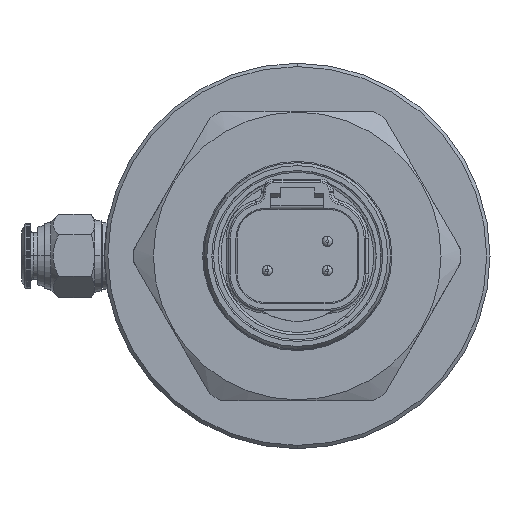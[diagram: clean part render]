
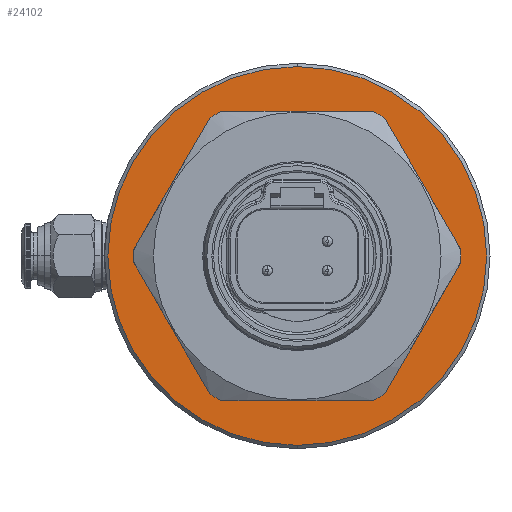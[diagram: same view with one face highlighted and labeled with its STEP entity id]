
A CAD part, left-side view. The second image highlights one B-rep face of the part: STEP entity #24102.
In plain terms, the highlighted planar face has unit normal (-1, 0, 0).
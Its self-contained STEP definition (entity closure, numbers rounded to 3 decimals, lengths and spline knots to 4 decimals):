
#379=CARTESIAN_POINT('',(-2.583,0.,0.));
#380=DIRECTION('',(-1.,0.,0.));
#381=DIRECTION('',(0.,0.,-1.));
#382=AXIS2_PLACEMENT_3D('',#379,#380,#381);
#384=CARTESIAN_POINT('',(-2.583,0.,0.));
#385=DIRECTION('',(-1.,0.,0.));
#386=DIRECTION('',(0.,0.,1.));
#387=AXIS2_PLACEMENT_3D('',#384,#385,#386);
#407=DIRECTION('',(0.,-0.5,0.866));
#408=VECTOR('',#407,0.9046);
#409=CARTESIAN_POINT('',(-2.583,0.9761,0.0413));
#410=LINE('2480',#409,#408);
#455=CARTESIAN_POINT('',(-2.583,0.,0.));
#456=DIRECTION('',(1.,0.,0.));
#457=DIRECTION('',(0.,0.536,0.844));
#458=AXIS2_PLACEMENT_3D('',#455,#456,#457);
#460=DIRECTION('',(0.,-1.,0.));
#461=VECTOR('',#460,0.9046);
#462=CARTESIAN_POINT('',(-2.583,0.4523,0.866));
#463=LINE('2481',#462,#461);
#497=CARTESIAN_POINT('',(-2.583,0.,0.));
#498=DIRECTION('',(1.,0.,0.));
#499=DIRECTION('',(0.,-0.463,0.886));
#500=AXIS2_PLACEMENT_3D('',#497,#498,#499);
#502=DIRECTION('',(0.,-0.5,-0.866));
#503=VECTOR('',#502,0.9046);
#504=CARTESIAN_POINT('',(-2.583,-0.5239,0.8247));
#505=LINE('2482',#504,#503);
#551=CARTESIAN_POINT('',(-2.583,0.,0.));
#552=DIRECTION('',(1.,0.,0.));
#553=DIRECTION('',(0.,-0.999,0.042));
#554=AXIS2_PLACEMENT_3D('',#551,#552,#553);
#556=DIRECTION('',(0.,0.5,-0.866));
#557=VECTOR('',#556,0.9046);
#558=CARTESIAN_POINT('',(-2.583,-0.9761,-0.0413));
#559=LINE('2483',#558,#557);
#604=CARTESIAN_POINT('',(-2.583,0.,0.));
#605=DIRECTION('',(1.,0.,0.));
#606=DIRECTION('',(0.,-0.536,-0.844));
#607=AXIS2_PLACEMENT_3D('',#604,#605,#606);
#609=DIRECTION('',(0.,1.,0.));
#610=VECTOR('',#609,0.9046);
#611=CARTESIAN_POINT('',(-2.583,-0.4523,-0.866));
#612=LINE('2484',#611,#610);
#646=CARTESIAN_POINT('',(-2.583,0.,0.));
#647=DIRECTION('',(1.,0.,0.));
#648=DIRECTION('',(0.,0.463,-0.886));
#649=AXIS2_PLACEMENT_3D('',#646,#647,#648);
#651=DIRECTION('',(0.,0.5,0.866));
#652=VECTOR('',#651,0.9046);
#653=CARTESIAN_POINT('',(-2.583,0.5239,-0.8247));
#654=LINE('2485',#653,#652);
#700=CARTESIAN_POINT('',(-2.583,0.,0.));
#701=DIRECTION('',(1.,0.,0.));
#702=DIRECTION('',(0.,0.999,-0.042));
#703=AXIS2_PLACEMENT_3D('',#700,#701,#702);
#23082=CARTESIAN_POINT('',(-2.583,0.,-1.1325));
#23083=CARTESIAN_POINT('',(-2.583,0.,1.1325));
#23084=VERTEX_POINT('',#23082);
#23085=VERTEX_POINT('',#23083);
#23148=CARTESIAN_POINT('',(-2.583,0.9761,0.0413));
#23149=CARTESIAN_POINT('',(-2.583,0.5238,0.8247));
#23150=VERTEX_POINT('',#23148);
#23151=VERTEX_POINT('',#23149);
#23152=CARTESIAN_POINT('',(-2.583,0.4523,0.866));
#23153=CARTESIAN_POINT('',(-2.583,-0.4523,0.866));
#23154=VERTEX_POINT('',#23152);
#23155=VERTEX_POINT('',#23153);
#23156=CARTESIAN_POINT('',(-2.583,-0.5239,0.8247));
#23157=CARTESIAN_POINT('',(-2.583,-0.9761,0.0412));
#23158=VERTEX_POINT('',#23156);
#23159=VERTEX_POINT('',#23157);
#23160=CARTESIAN_POINT('',(-2.583,-0.9761,-0.0413));
#23161=CARTESIAN_POINT('',(-2.583,-0.5238,-0.8247));
#23162=VERTEX_POINT('',#23160);
#23163=VERTEX_POINT('',#23161);
#23164=CARTESIAN_POINT('',(-2.583,-0.4523,-0.866));
#23165=CARTESIAN_POINT('',(-2.583,0.4523,-0.866));
#23166=VERTEX_POINT('',#23164);
#23167=VERTEX_POINT('',#23165);
#23168=CARTESIAN_POINT('',(-2.583,0.5239,-0.8247));
#23169=CARTESIAN_POINT('',(-2.583,0.9761,-0.0412));
#23170=VERTEX_POINT('',#23168);
#23171=VERTEX_POINT('',#23169);
#24066=CARTESIAN_POINT('',(-2.583,0.,0.));
#24067=DIRECTION('',(1.,0.,0.));
#24068=DIRECTION('',(0.,0.,-1.));
#24069=AXIS2_PLACEMENT_3D('',#24066,#24067,#24068);
#24070=PLANE('860',#24069);
#24072=ORIENTED_EDGE('2425',*,*,#24071,.F.);
#24073=ORIENTED_EDGE('2427',*,*,#24049,.F.);
#24074=EDGE_LOOP('860',(#24072,#24073));
#24075=FACE_OUTER_BOUND('860',#24074,.F.);
#24077=ORIENTED_EDGE('2480',*,*,#24076,.F.);
#24079=ORIENTED_EDGE('2487',*,*,#24078,.F.);
#24081=ORIENTED_EDGE('2485',*,*,#24080,.F.);
#24083=ORIENTED_EDGE('2486',*,*,#24082,.F.);
#24085=ORIENTED_EDGE('2484',*,*,#24084,.F.);
#24087=ORIENTED_EDGE('2491',*,*,#24086,.F.);
#24089=ORIENTED_EDGE('2483',*,*,#24088,.F.);
#24091=ORIENTED_EDGE('2490',*,*,#24090,.F.);
#24093=ORIENTED_EDGE('2482',*,*,#24092,.F.);
#24095=ORIENTED_EDGE('2489',*,*,#24094,.F.);
#24097=ORIENTED_EDGE('2481',*,*,#24096,.F.);
#24099=ORIENTED_EDGE('2488',*,*,#24098,.F.);
#24100=EDGE_LOOP('860',(#24077,#24079,#24081,#24083,#24085,#24087,#24089,#24091,
#24093,#24095,#24097,#24099));
#24101=FACE_BOUND('860',#24100,.F.);
#383=CIRCLE('2425',#382,1.1325);
#388=CIRCLE('2427',#387,1.1325);
#459=CIRCLE('2488',#458,0.977);
#501=CIRCLE('2489',#500,0.977);
#555=CIRCLE('2490',#554,0.977);
#608=CIRCLE('2491',#607,0.977);
#650=CIRCLE('2486',#649,0.977);
#704=CIRCLE('2487',#703,0.977);
#24049=EDGE_CURVE('2427',#23085,#23084,#388,.T.);
#24071=EDGE_CURVE('2425',#23084,#23085,#383,.T.);
#24076=EDGE_CURVE('2480',#23150,#23151,#410,.T.);
#24078=EDGE_CURVE('2487',#23171,#23150,#704,.T.);
#24080=EDGE_CURVE('2485',#23170,#23171,#654,.T.);
#24082=EDGE_CURVE('2486',#23167,#23170,#650,.T.);
#24084=EDGE_CURVE('2484',#23166,#23167,#612,.T.);
#24086=EDGE_CURVE('2491',#23163,#23166,#608,.T.);
#24088=EDGE_CURVE('2483',#23162,#23163,#559,.T.);
#24090=EDGE_CURVE('2490',#23159,#23162,#555,.T.);
#24092=EDGE_CURVE('2482',#23158,#23159,#505,.T.);
#24094=EDGE_CURVE('2489',#23155,#23158,#501,.T.);
#24096=EDGE_CURVE('2481',#23154,#23155,#463,.T.);
#24098=EDGE_CURVE('2488',#23151,#23154,#459,.T.);
#24102=ADVANCED_FACE('860',(#24075,#24101),#24070,.F.);
